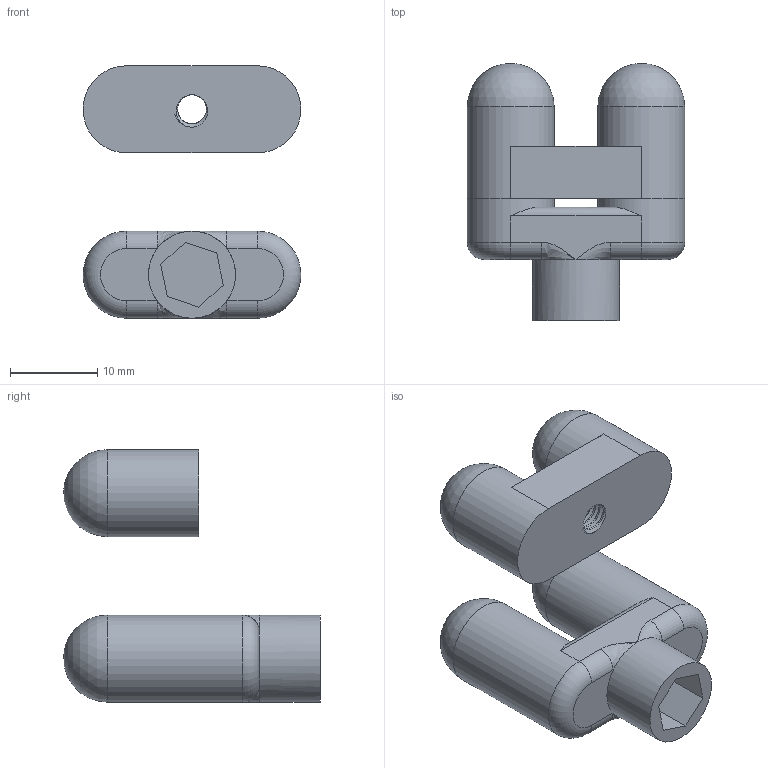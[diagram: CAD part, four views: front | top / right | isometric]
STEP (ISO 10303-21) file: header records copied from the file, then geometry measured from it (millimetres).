
FILE_DESCRIPTION(/* description */ (''),/* implementation_level */ '2;1');
FILE_NAME(/* name */ 'Probe_2.step',/* time_stamp */ '2024-03-25T17:05:13+10:00',/* author */ (''),/* organization */ (''),/* preprocessor_version */ 'ST-DEVELOPER v20',/* originating_system */ 'Autodesk Translation Framework v12.20.1.177',/* authorisation */ '');
FILE_SCHEMA (('AUTOMOTIVE_DESIGN { 1 0 10303 214 3 1 1 }'));
Length unit declared in the file: millimetre
Products named in the file (1): Probe_2
Bounding box: 25 x 29.5 x 29 mm (x, y, z)
Volume: 6482.1 mm3; surface area: 3386.1 mm2
Topology: 2 solids, 2 shells, 59 faces, 198 edges, 136 vertices
Faces by surface type: cylinder 30, plane 17, bspline 6, sphere 4, torus 2
Full cylindrical faces by diameter (mm): 3.332 x7, 4.11 x8, 10 x5
Entity records: 8584 total; most frequent: CARTESIAN_POINT 6965, ORIENTED_EDGE 380, DIRECTION 268, EDGE_CURVE 190, VERTEX_POINT 136, AXIS2_PLACEMENT_3D 102, B_SPLINE_CURVE_WITH_KNOTS 78, LINE 64
